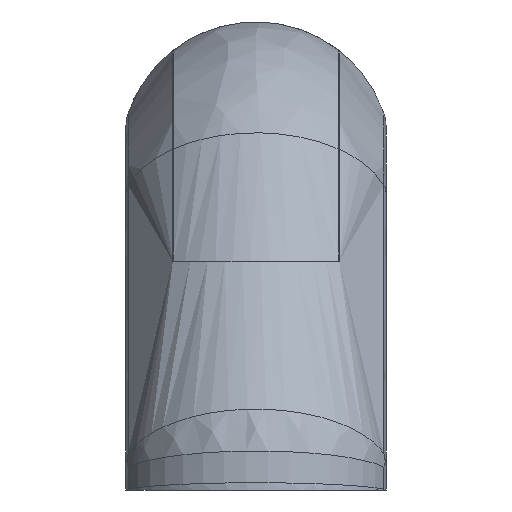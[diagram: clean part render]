
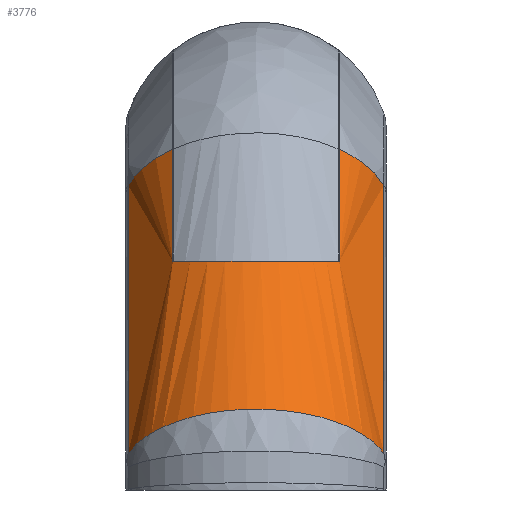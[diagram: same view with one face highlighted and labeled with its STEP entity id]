
A CAD part, left-side view. The second image highlights one B-rep face of the part: STEP entity #3776.
In plain terms, the highlighted free-form (B-spline) face has degree [1, 2] with [2, 5] control points.
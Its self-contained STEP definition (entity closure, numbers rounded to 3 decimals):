
#2886=CARTESIAN_POINT('',(-82.52,7.996,22.0));
#2887=VERTEX_POINT('',#2886);
#2888=CARTESIAN_POINT('',(-82.52,-7.996,22.0));
#2889=VERTEX_POINT('',#2888);
#2895=CARTESIAN_POINT('',(-82.52,7.996,22.0));
#2896=CARTESIAN_POINT('',(-90.135,0.,22.));
#2897=CARTESIAN_POINT('',(-82.52,-7.996,22.0));
#2905=(BOUNDED_CURVE()B_SPLINE_CURVE(2,(#2895,#2896,#2897),.UNSPECIFIED.,.F.,.U.)CURVE()GEOMETRIC_REPRESENTATION_ITEM()QUASI_UNIFORM_CURVE()RATIONAL_B_SPLINE_CURVE((1.0,0.788,1.0))REPRESENTATION_ITEM(''));
#2906=EDGE_CURVE('',#2887,#2889,#2905,.T.);
#3012=CARTESIAN_POINT('',(-74.984,7.996,32.762));
#3013=VERTEX_POINT('',#3012);
#3019=CARTESIAN_POINT('',(-74.984,7.996,32.762));
#3020=CARTESIAN_POINT('',(-82.52,7.996,22.0));
#3021=QUASI_UNIFORM_CURVE('',1,(#3019,#3020),.UNSPECIFIED.,.F.,.U.);
#3022=EDGE_CURVE('',#3013,#2887,#3021,.T.);
#3025=CARTESIAN_POINT('',(-74.984,-7.996,32.762));
#3026=VERTEX_POINT('',#3025);
#3027=CARTESIAN_POINT('',(-82.52,-7.996,22.0));
#3028=CARTESIAN_POINT('',(-74.984,-7.996,32.762));
#3029=QUASI_UNIFORM_CURVE('',1,(#3027,#3028),.UNSPECIFIED.,.F.,.U.);
#3030=EDGE_CURVE('',#2889,#3026,#3029,.T.);
#3602=CARTESIAN_POINT('',(-70.042,-12.297,29.301));
#3603=VERTEX_POINT('',#3602);
#3604=CARTESIAN_POINT('',(-70.042,-12.297,29.301));
#3605=CARTESIAN_POINT('',(-73.037,-11.044,31.398));
#3606=CARTESIAN_POINT('',(-74.984,-7.996,32.762));
#3614=(BOUNDED_CURVE()B_SPLINE_CURVE(2,(#3604,#3605,#3606),.UNSPECIFIED.,.F.,.U.)CURVE()GEOMETRIC_REPRESENTATION_ITEM()QUASI_UNIFORM_CURVE()RATIONAL_B_SPLINE_CURVE((1.0,0.959,1.0))REPRESENTATION_ITEM(''));
#3615=EDGE_CURVE('',#3603,#3026,#3614,.T.);
#3656=CARTESIAN_POINT('',(-70.042,12.297,29.301));
#3657=VERTEX_POINT('',#3656);
#3658=CARTESIAN_POINT('',(-74.984,7.996,32.762));
#3659=CARTESIAN_POINT('',(-73.037,11.044,31.398));
#3660=CARTESIAN_POINT('',(-70.042,12.297,29.301));
#3668=(BOUNDED_CURVE()B_SPLINE_CURVE(2,(#3658,#3659,#3660),.UNSPECIFIED.,.F.,.U.)CURVE()GEOMETRIC_REPRESENTATION_ITEM()QUASI_UNIFORM_CURVE()RATIONAL_B_SPLINE_CURVE((1.0,0.959,1.0))REPRESENTATION_ITEM(''));
#3669=EDGE_CURVE('',#3013,#3657,#3668,.T.);
#3717=CARTESIAN_POINT('',(-69.134,12.47,29.655));
#3718=CARTESIAN_POINT('',(-88.674,12.47,1.75));
#3719=CARTESIAN_POINT('',(-76.831,9.7,35.045));
#3720=CARTESIAN_POINT('',(-96.371,9.7,7.139));
#3721=CARTESIAN_POINT('',(-76.772,-0.096,35.003));
#3722=CARTESIAN_POINT('',(-96.311,-0.096,7.098));
#3723=CARTESIAN_POINT('',(-76.712,-9.892,34.962));
#3724=CARTESIAN_POINT('',(-96.252,-9.892,7.056));
#3725=CARTESIAN_POINT('',(-68.982,-12.523,29.549));
#3726=CARTESIAN_POINT('',(-88.522,-12.523,1.644));
#3734=(BOUNDED_SURFACE()B_SPLINE_SURFACE(1,2,((#3717,#3719,#3721,#3723,#3725),(#3718,#3720,#3722,#3724,#3726)),.UNSPECIFIED.,.F.,.F.,.U.)B_SPLINE_SURFACE_WITH_KNOTS((2,2),(3,2,3),(0.0,34.066),(0.0,17.399,34.798),.UNSPECIFIED.)GEOMETRIC_REPRESENTATION_ITEM()RATIONAL_B_SPLINE_SURFACE(((1.0,0.799,1.0,0.799,1.0),(1.0,0.799,1.0,0.799,1.0)))REPRESENTATION_ITEM('')SURFACE());
#3735=CARTESIAN_POINT('',(-88.102,12.297,3.508));
#3736=VERTEX_POINT('',#3735);
#3737=CARTESIAN_POINT('',(-70.042,12.297,29.301));
#3738=CARTESIAN_POINT('',(-88.102,12.297,3.508));
#3739=QUASI_UNIFORM_CURVE('',1,(#3737,#3738),.UNSPECIFIED.,.F.,.U.);
#3740=EDGE_CURVE('',#3657,#3736,#3739,.T.);
#3741=ORIENTED_EDGE('',*,*,#3740,.T.);
#3742=CARTESIAN_POINT('',(-88.102,-12.297,3.508));
#3743=VERTEX_POINT('',#3742);
#3744=CARTESIAN_POINT('',(-88.102,12.297,3.508));
#3745=CARTESIAN_POINT('',(-89.149,11.89,4.086));
#3746=CARTESIAN_POINT('',(-90.872,10.882,5.037));
#3747=CARTESIAN_POINT('',(-92.704,9.032,6.049));
#3748=CARTESIAN_POINT('',(-93.9,7.316,6.71));
#3749=CARTESIAN_POINT('',(-94.791,5.564,7.202));
#3750=CARTESIAN_POINT('',(-95.562,3.233,7.628));
#3751=CARTESIAN_POINT('',(-95.893,0.76,7.81));
#3752=CARTESIAN_POINT('',(-95.801,-1.391,7.76));
#3753=CARTESIAN_POINT('',(-95.523,-3.175,7.606));
#3754=CARTESIAN_POINT('',(-94.997,-5.066,7.316));
#3755=CARTESIAN_POINT('',(-94.112,-6.971,6.827));
#3756=CARTESIAN_POINT('',(-92.879,-8.814,6.146));
#3757=CARTESIAN_POINT('',(-91.576,-10.195,5.426));
#3758=CARTESIAN_POINT('',(-89.913,-11.451,4.508));
#3759=CARTESIAN_POINT('',(-88.8,-12.026,3.893));
#3760=CARTESIAN_POINT('',(-88.102,-12.297,3.508));
#3761=B_SPLINE_CURVE_WITH_KNOTS('',3,(#3744,#3745,#3746,#3747,#3748,#3749,#3750,#3751,#3752,#3753,#3754,#3755,#3756,#3757,#3758,#3759,#3760),.UNSPECIFIED.,.F.,.U.,(4,1,1,1,1,1,1,1,1,1,1,1,1,1,4),(0.,3.788,6.565,8.333,10.353,12.626,15.782,17.802,19.065,21.211,23.736,25.504,28.156,29.797,32.322),.UNSPECIFIED.);
#3762=EDGE_CURVE('',#3736,#3743,#3761,.T.);
#3763=ORIENTED_EDGE('',*,*,#3762,.T.);
#3764=CARTESIAN_POINT('',(-70.042,-12.297,29.301));
#3765=CARTESIAN_POINT('',(-88.102,-12.297,3.508));
#3766=QUASI_UNIFORM_CURVE('',1,(#3764,#3765),.UNSPECIFIED.,.F.,.U.);
#3767=EDGE_CURVE('',#3603,#3743,#3766,.T.);
#3768=ORIENTED_EDGE('',*,*,#3767,.F.);
#3769=ORIENTED_EDGE('',*,*,#3615,.T.);
#3770=ORIENTED_EDGE('',*,*,#3030,.F.);
#3771=ORIENTED_EDGE('',*,*,#2906,.F.);
#3772=ORIENTED_EDGE('',*,*,#3022,.F.);
#3773=ORIENTED_EDGE('',*,*,#3669,.T.);
#3774=EDGE_LOOP('',(#3741,#3763,#3768,#3769,#3770,#3771,#3772,#3773));
#3775=FACE_OUTER_BOUND('',#3774,.T.);
#3776=ADVANCED_FACE('',(#3775),#3734,.T.);
